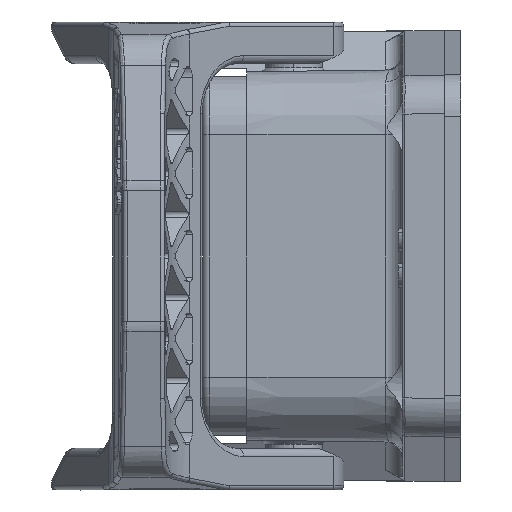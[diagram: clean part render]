
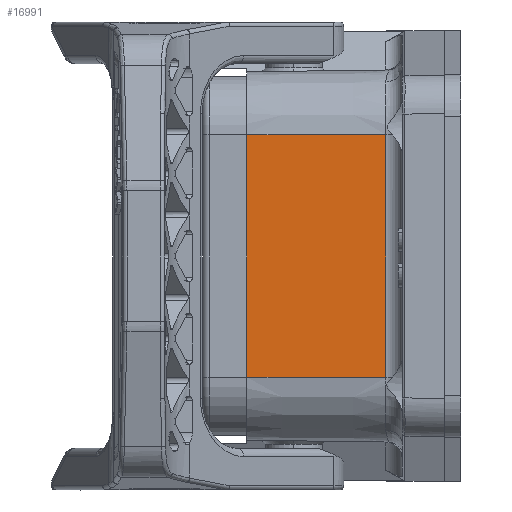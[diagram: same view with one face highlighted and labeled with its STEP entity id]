
A CAD part, left-side view. The second image highlights one B-rep face of the part: STEP entity #16991.
In plain terms, the highlighted planar face has unit normal (-1, 0.012, 0).
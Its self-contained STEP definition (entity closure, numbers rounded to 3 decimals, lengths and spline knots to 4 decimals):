
#124=DIRECTION('',(0.,0.,-1.));
#125=VECTOR('',#124,1.1417);
#126=CARTESIAN_POINT('',(-1.8505,-0.4025,
0.5709));
#127=LINE('',#126,#125);
#484=DIRECTION('',(-0.012,-1.,0.));
#485=VECTOR('',#484,0.6546);
#486=CARTESIAN_POINT('',(-1.8425,0.252,
0.5709));
#487=LINE('',#486,#485);
#496=DIRECTION('',(0.012,1.,0.));
#497=VECTOR('',#496,0.6546);
#498=CARTESIAN_POINT('',(-1.8505,-0.4025,
-0.5709));
#499=LINE('',#498,#497);
#791=DIRECTION('',(0.,0.,1.));
#792=VECTOR('',#791,1.1417);
#793=CARTESIAN_POINT('',(-1.8425,0.252,
-0.5709));
#794=LINE('',#793,#792);
#15464=CARTESIAN_POINT('',(-1.8505,-0.4025,
-0.5709));
#15465=CARTESIAN_POINT('',(-1.8425,0.252,
-0.5709));
#15466=VERTEX_POINT('',#15464);
#15467=VERTEX_POINT('',#15465);
#15468=CARTESIAN_POINT('',(-1.8505,-0.4025,
0.5709));
#15469=VERTEX_POINT('',#15468);
#15470=CARTESIAN_POINT('',(-1.8425,0.252,
0.5709));
#15471=VERTEX_POINT('',#15470);
#16978=CARTESIAN_POINT('',(-1.8406,0.4094,
-0.9685));
#16979=DIRECTION('',(-1.,0.012,0.));
#16980=DIRECTION('',(-0.012,-1.,0.));
#16981=AXIS2_PLACEMENT_3D('',#16978,#16979,#16980);
#16982=PLANE('',#16981);
#16984=ORIENTED_EDGE('',*,*,#16983,.T.);
#16986=ORIENTED_EDGE('',*,*,#16985,.T.);
#16987=ORIENTED_EDGE('',*,*,#16967,.T.);
#16988=ORIENTED_EDGE('',*,*,#16590,.T.);
#16989=EDGE_LOOP('',(#16984,#16986,#16987,#16988));
#16990=FACE_OUTER_BOUND('',#16989,.F.);
#16991=ADVANCED_FACE('',(#16990),#16982,.T.);
#16590=EDGE_CURVE('',#15469,#15466,#127,.T.);
#16967=EDGE_CURVE('',#15471,#15469,#487,.T.);
#16983=EDGE_CURVE('',#15466,#15467,#499,.T.);
#16985=EDGE_CURVE('',#15467,#15471,#794,.T.);
